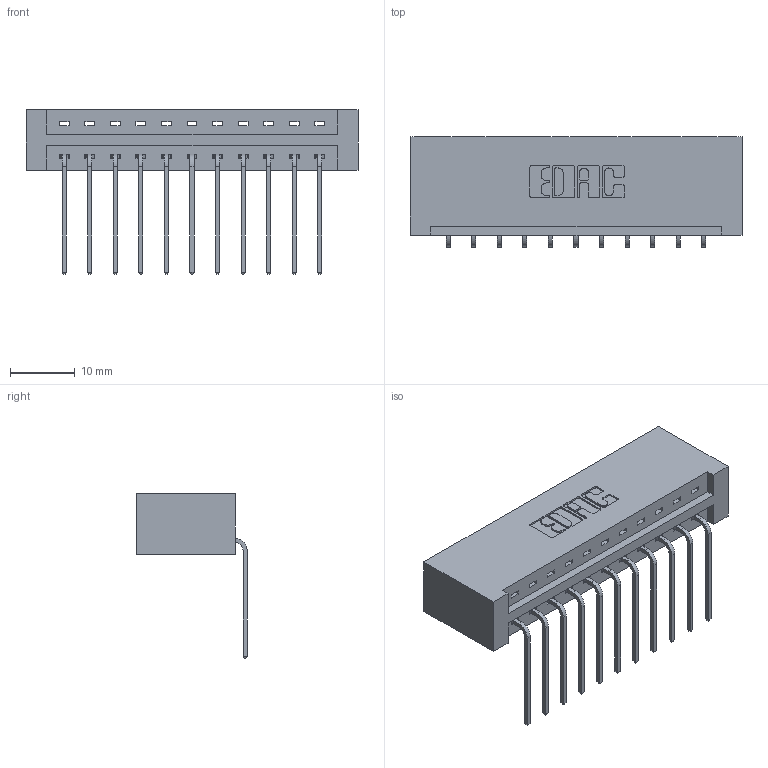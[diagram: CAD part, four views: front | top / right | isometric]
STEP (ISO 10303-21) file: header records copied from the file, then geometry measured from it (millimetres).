
FILE_DESCRIPTION (( 'STEP AP203' ), '1' );
FILE_NAME ('387-011-559-101.STEP', '2019-10-02T12:39:46', ( '' ), ( '' ), 'SwSTEP 2.0', 'SolidWorks 2016', '' );
FILE_SCHEMA (( 'CONFIG_CONTROL_DESIGN' ));
Length unit declared in the file: inch
Products named in the file (3): 345-292-001_558 559 Tail - 1; 387-011-559-101; 337 Part_No Mounting Lugs
Assembly tree (12 placements, depth 2):
  387-011-559-101
    337 Part_No Mounting Lugs
    345-292-001_558 559 Tail - 1  x11
Bounding box: 51.46 x 17.09 x 25.53 mm (x, y, z)
Volume: 5735.9 mm3; surface area: 5961.7 mm2
Topology: 12 solids, 12 shells, 810 faces, 2421 edges, 1598 vertices
Faces by surface type: plane 594, cylinder 216
Entity records: 11993 total; most frequent: CARTESIAN_POINT 2095, ORIENTED_EDGE 2042, DIRECTION 1819, EDGE_CURVE 1021, LINE 901, VECTOR 901, VERTEX_POINT 678, AXIS2_PLACEMENT_3D 459
